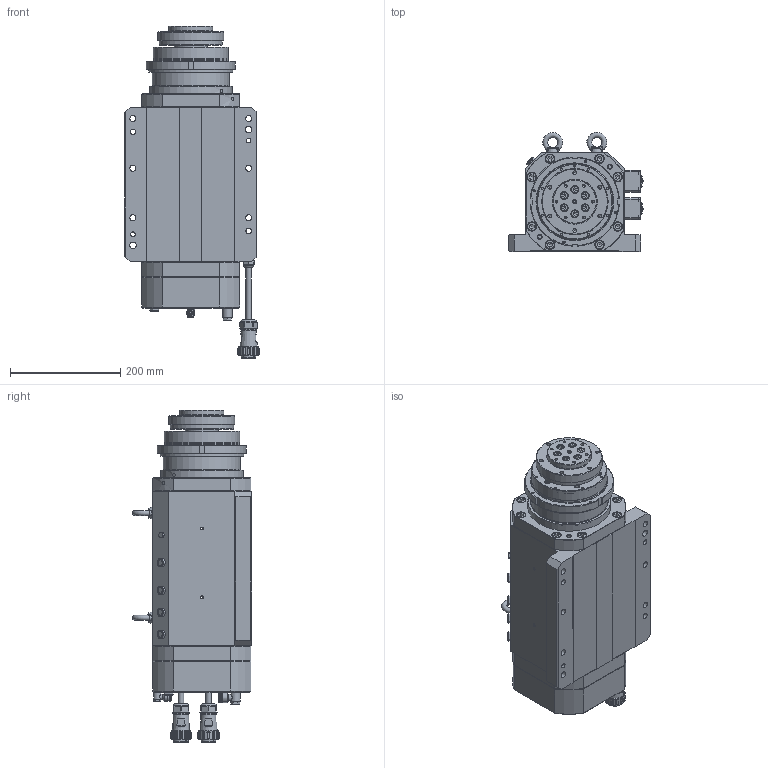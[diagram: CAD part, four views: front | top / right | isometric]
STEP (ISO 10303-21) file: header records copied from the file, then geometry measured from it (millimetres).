
FILE_DESCRIPTION (( 'STEP AP214' ), '1' );
FILE_NAME ('000-GDM90-4.5-6Z-11-00 軞蚾饜.STEP', '2025-01-09T01:32:24', ( '' ), ( '' ), 'SwSTEP 2.0', 'SolidWorks 2018', '' );
FILE_SCHEMA (( 'AUTOMOTIVE_DESIGN' ));
Length unit declared in the file: millimetre
Products named in the file (136): GDM90-4.5-6Z-11-16 躇猾菜; 哏ひSP2910P4; PH1002; GBT70.1_M4¡Á35; GBT70.1_M10×30; BSLM02; GBT70.1_M6¡Á25; GDM90-4.5-6Z-11-03 綴粣創釱; GDM90-4.5-6Z-11-02 ヶ傷裔郪磁璃; 哏ひSP2910P7; PH801; GBT70.1_M6¡Á60; GBT70.1_M10×35; GDM90-4.5-6Z-11-09 ヶ粣創裔; GBT78_M6℅12; M18x1.5踢扽跡擘芛S20-耳10; GDM90-4.5-6Z-11-04 蛌赽粣; 竘堤萇擢; GBT70.1_M8¡Á25; GDM90-4.5-6Z-11-01 儂褲; GDM90-4.5-6Z-11-14 綴裔; GB／T 825-1988[吊环螺钉M8]_M8; GDM90-4.5-6Z-11-18 M140埴蹟譫; 000-GDM90-4.5-6Z-11-00 軞蚾饜; GB／T 825-1988[吊环螺钉M8]; GDM90-4.5-6Z-11-04-1粣; GDM90-4.5-6Z-11-15 堤盄釱; GDM90-4.5-6Z-11-02-2 ヶ傷裔; BZ01; GDM90-4.5-6Z-11-17 撾え釱; GDM90-4.5-6Z-11-05-00 隅赽
Assembly tree (75 placements, depth 3):
  GDM90-4.5-6Z-11-16 躇猾菜
  BSLM02
  GBT70.1_M4¡Á35
  哏ひSP2910P7
  PH801
Bounding box: 244.4 x 216.04 x 602.5 mm (x, y, z)
Volume: 3880289 mm3; surface area: 951068.7 mm2
Topology: 78 solids, 78 shells, 1925 faces, 4701 edges, 3002 vertices
Faces by surface type: plane 891, cylinder 551, cone 397, torus 60, sphere 18, bspline 8
Full cylindrical faces by diameter (mm): 2.5 x11, 3.3 x10, 4 x14, 4.2 x8, 4.5 x10, 4.864 x1, 5 x19, 5.333 x1, 6 x18, 6.5 x5, 6.578 x1, 6.667 x1, 6.8 x19, 7 x8, 7.5 x8, 8 x11, 8.5 x3, 8.771 x5, 8.8 x2, 9 x6, 9.728 x2, 9.8 x1, 10 x17, 10.5 x10, 10.6 x1, 11 x11, 11.8 x7, 12 x6, 12.6 x1, 13 x6
Entity records: 57952 total; most frequent: CARTESIAN_POINT 16080, DIRECTION 7338, ORIENTED_EDGE 6578, EDGE_CURVE 3289, AXIS2_PLACEMENT_3D 3048, EDGE_LOOP 2418, VERTEX_POINT 2351, FACE_OUTER_BOUND 1954
